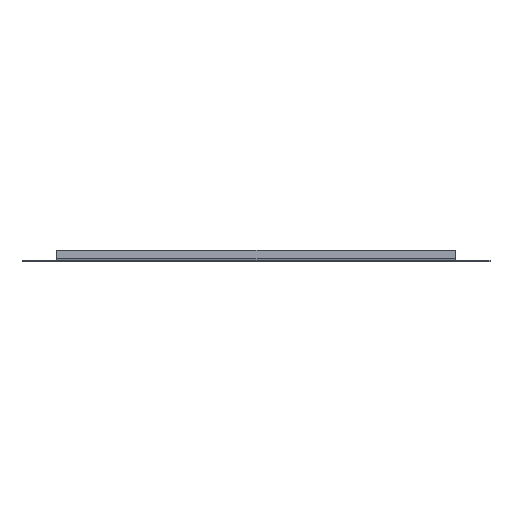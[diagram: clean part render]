
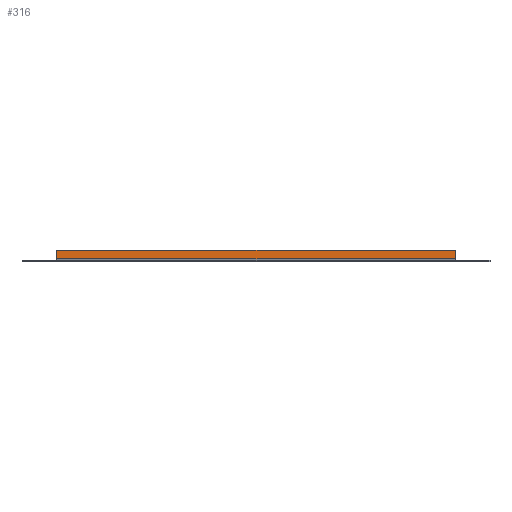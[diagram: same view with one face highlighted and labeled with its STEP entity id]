
A CAD part, front view. The second image highlights one B-rep face of the part: STEP entity #316.
In plain terms, the highlighted planar face has unit normal (0, -1, 0).
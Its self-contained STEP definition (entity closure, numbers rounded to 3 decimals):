
#53 = CARTESIAN_POINT ( 'NONE',  ( 293.5, -2., 7. ) ) ;
#62 = CARTESIAN_POINT ( 'NONE',  ( 293.5, -2., 7. ) ) ;
#82 = EDGE_CURVE ( 'NONE', #678, #533, #417, .T. ) ;
#83 = AXIS2_PLACEMENT_3D ( 'NONE', #102, #99, #94 ) ;
#86 = DIRECTION ( 'NONE',  ( -1., 0., 0. ) ) ;
#94 = DIRECTION ( 'NONE',  ( 0., 0., -1. ) ) ;
#99 = DIRECTION ( 'NONE',  ( 0., 1., 0. ) ) ;
#102 = CARTESIAN_POINT ( 'NONE',  ( 0., -2., 0. ) ) ;
#143 = LINE ( 'NONE', #928, #1161 ) ;
#212 = CARTESIAN_POINT ( 'NONE',  ( 23.5, -2., 1. ) ) ;
#253 = ORIENTED_EDGE ( 'NONE', *, *, #82, .F. ) ;
#316 = ADVANCED_FACE ( 'NONE', ( #1129 ), #877, .F. ) ;
#370 = VECTOR ( 'NONE', #818, 1000. ) ;
#417 = LINE ( 'NONE', #814, #370 ) ;
#468 = CARTESIAN_POINT ( 'NONE',  ( 23.5, -2., 1. ) ) ;
#482 = EDGE_CURVE ( 'NONE', #1139, #678, #1298, .T. ) ;
#488 = DIRECTION ( 'NONE',  ( 0., 0., -1. ) ) ;
#489 = VERTEX_POINT ( 'NONE', #53 ) ;
#504 = ORIENTED_EDGE ( 'NONE', *, *, #933, .F. ) ;
#533 = VERTEX_POINT ( 'NONE', #714 ) ;
#543 = VECTOR ( 'NONE', #86, 1000. ) ;
#568 = DIRECTION ( 'NONE',  ( 1., 0., 0. ) ) ;
#678 = VERTEX_POINT ( 'NONE', #468 ) ;
#714 = CARTESIAN_POINT ( 'NONE',  ( 23.5, -2., 7. ) ) ;
#745 = EDGE_LOOP ( 'NONE', ( #967, #1065, #504, #253 ) ) ;
#814 = CARTESIAN_POINT ( 'NONE',  ( 23.5, -2., 7. ) ) ;
#818 = DIRECTION ( 'NONE',  ( 0., 0., 1. ) ) ;
#877 = PLANE ( 'NONE',  #83 ) ;
#928 = CARTESIAN_POINT ( 'NONE',  ( 293.5, -2., 0. ) ) ;
#932 = VECTOR ( 'NONE', #568, 1000. ) ;
#933 = EDGE_CURVE ( 'NONE', #533, #489, #1162, .T. ) ;
#967 = ORIENTED_EDGE ( 'NONE', *, *, #482, .F. ) ;
#1059 = CARTESIAN_POINT ( 'NONE',  ( 293.5, -2., 1. ) ) ;
#1065 = ORIENTED_EDGE ( 'NONE', *, *, #1267, .F. ) ;
#1129 = FACE_OUTER_BOUND ( 'NONE', #745, .T. ) ;
#1139 = VERTEX_POINT ( 'NONE', #1059 ) ;
#1161 = VECTOR ( 'NONE', #488, 1000. ) ;
#1162 = LINE ( 'NONE', #62, #932 ) ;
#1267 = EDGE_CURVE ( 'NONE', #489, #1139, #143, .T. ) ;
#1298 = LINE ( 'NONE', #212, #543 ) ;
